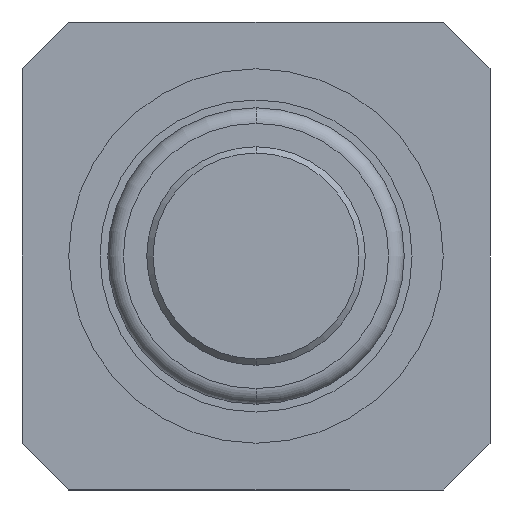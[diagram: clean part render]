
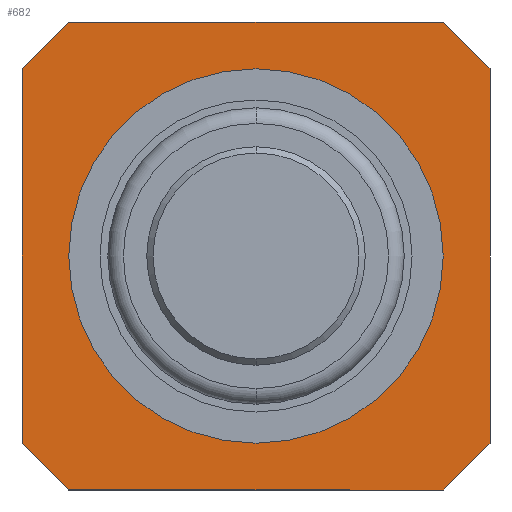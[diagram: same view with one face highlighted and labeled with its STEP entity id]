
A CAD part, front view. The second image highlights one B-rep face of the part: STEP entity #682.
In plain terms, the highlighted planar face has unit normal (0, -1, 0).
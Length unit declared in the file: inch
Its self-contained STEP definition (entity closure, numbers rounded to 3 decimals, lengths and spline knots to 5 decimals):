
#22 = EDGE_CURVE ( 'NONE', #48, #52, #760, .T. ) ;
#23 = EDGE_LOOP ( 'NONE', ( #24, #26 ) ) ;
#24 = ORIENTED_EDGE ( 'NONE', *, *, #25, .F. ) ;
#25 = EDGE_CURVE ( 'NONE', #555, #558, #756, .T. ) ;
#26 = ORIENTED_EDGE ( 'NONE', *, *, #559, .F. ) ;
#35 = EDGE_CURVE ( 'NONE', #36, #51, #796, .T. ) ;
#36 = VERTEX_POINT ( 'NONE', #792 ) ;
#37 = ORIENTED_EDGE ( 'NONE', *, *, #38, .T. ) ;
#38 = EDGE_CURVE ( 'NONE', #36, #39, #791, .T. ) ;
#39 = VERTEX_POINT ( 'NONE', #787 ) ;
#40 = ORIENTED_EDGE ( 'NONE', *, *, #41, .F. ) ;
#41 = EDGE_CURVE ( 'NONE', #42, #39, #786, .T. ) ;
#42 = VERTEX_POINT ( 'NONE', #782 ) ;
#43 = ORIENTED_EDGE ( 'NONE', *, *, #44, .T. ) ;
#44 = EDGE_CURVE ( 'NONE', #42, #45, #781, .T. ) ;
#45 = VERTEX_POINT ( 'NONE', #777 ) ;
#46 = ORIENTED_EDGE ( 'NONE', *, *, #47, .F. ) ;
#47 = EDGE_CURVE ( 'NONE', #48, #45, #776, .T. ) ;
#48 = VERTEX_POINT ( 'NONE', #772 ) ;
#49 = ORIENTED_EDGE ( 'NONE', *, *, #22, .T. ) ;
#50 = EDGE_CURVE ( 'NONE', #55, #51, #835, .T. ) ;
#51 = VERTEX_POINT ( 'NONE', #831 ) ;
#52 = VERTEX_POINT ( 'NONE', #830 ) ;
#53 = ORIENTED_EDGE ( 'NONE', *, *, #50, .T. ) ;
#54 = EDGE_CURVE ( 'NONE', #55, #52, #829, .T. ) ;
#55 = VERTEX_POINT ( 'NONE', #825 ) ;
#555 = VERTEX_POINT ( 'NONE', #1654 ) ;
#558 = VERTEX_POINT ( 'NONE', #1649 ) ;
#559 = EDGE_CURVE ( 'NONE', #558, #555, #1648, .T. ) ;
#663 = ORIENTED_EDGE ( 'NONE', *, *, #35, .F. ) ;
#682 = ADVANCED_FACE ( 'NONE', ( #1879, #1878 ), #1877, .F. ) ;
#688 = ORIENTED_EDGE ( 'NONE', *, *, #54, .F. ) ;
#691 = EDGE_LOOP ( 'NONE', ( #688, #53, #663, #37, #40, #43, #46, #49 ) ) ;
#752 = DIRECTION ( 'NONE',  ( 0., 0., 1. ) ) ;
#753 = DIRECTION ( 'NONE',  ( 0., -1., 0. ) ) ;
#754 = CARTESIAN_POINT ( 'NONE',  ( 0., 12.5, 0. ) ) ;
#755 = AXIS2_PLACEMENT_3D ( 'NONE', #754, #753, #752 ) ;
#756 = CIRCLE ( 'NONE', #755, 1.5 ) ;
#757 = DIRECTION ( 'NONE',  ( -0.707, 0., 0.707 ) ) ;
#758 = VECTOR ( 'NONE', #757, 39.37008 ) ;
#759 = CARTESIAN_POINT ( 'NONE',  ( 1.875, 12.5, 1.5 ) ) ;
#760 = LINE ( 'NONE', #759, #758 ) ;
#772 = CARTESIAN_POINT ( 'NONE',  ( 1.875, 12.5, 1.5 ) ) ;
#773 = DIRECTION ( 'NONE',  ( 0., 0., -1. ) ) ;
#774 = VECTOR ( 'NONE', #773, 39.37008 ) ;
#775 = CARTESIAN_POINT ( 'NONE',  ( 1.875, 12.5, -1.875 ) ) ;
#776 = LINE ( 'NONE', #775, #774 ) ;
#777 = CARTESIAN_POINT ( 'NONE',  ( 1.875, 12.5, -1.5 ) ) ;
#778 = DIRECTION ( 'NONE',  ( 0.707, 0., 0.707 ) ) ;
#779 = VECTOR ( 'NONE', #778, 39.37008 ) ;
#780 = CARTESIAN_POINT ( 'NONE',  ( 1.5, 12.5, -1.875 ) ) ;
#781 = LINE ( 'NONE', #780, #779 ) ;
#782 = CARTESIAN_POINT ( 'NONE',  ( 1.5, 12.5, -1.875 ) ) ;
#783 = DIRECTION ( 'NONE',  ( -1., 0., 0. ) ) ;
#784 = VECTOR ( 'NONE', #783, 39.37008 ) ;
#785 = CARTESIAN_POINT ( 'NONE',  ( -1.875, 12.5, -1.875 ) ) ;
#786 = LINE ( 'NONE', #785, #784 ) ;
#787 = CARTESIAN_POINT ( 'NONE',  ( -1.5, 12.5, -1.875 ) ) ;
#788 = DIRECTION ( 'NONE',  ( 0.707, 0., -0.707 ) ) ;
#789 = VECTOR ( 'NONE', #788, 39.37008 ) ;
#790 = CARTESIAN_POINT ( 'NONE',  ( -1.875, 12.5, -1.5 ) ) ;
#791 = LINE ( 'NONE', #790, #789 ) ;
#792 = CARTESIAN_POINT ( 'NONE',  ( -1.875, 12.5, -1.5 ) ) ;
#793 = DIRECTION ( 'NONE',  ( 0., 0., 1. ) ) ;
#794 = VECTOR ( 'NONE', #793, 39.37008 ) ;
#795 = CARTESIAN_POINT ( 'NONE',  ( -1.875, 12.5, -1.875 ) ) ;
#796 = LINE ( 'NONE', #795, #794 ) ;
#825 = CARTESIAN_POINT ( 'NONE',  ( -1.5, 12.5, 1.875 ) ) ;
#826 = DIRECTION ( 'NONE',  ( 1., 0., 0. ) ) ;
#827 = VECTOR ( 'NONE', #826, 39.37008 ) ;
#828 = CARTESIAN_POINT ( 'NONE',  ( -1.875, 12.5, 1.875 ) ) ;
#829 = LINE ( 'NONE', #828, #827 ) ;
#830 = CARTESIAN_POINT ( 'NONE',  ( 1.5, 12.5, 1.875 ) ) ;
#831 = CARTESIAN_POINT ( 'NONE',  ( -1.875, 12.5, 1.5 ) ) ;
#832 = DIRECTION ( 'NONE',  ( -0.707, 0., -0.707 ) ) ;
#833 = VECTOR ( 'NONE', #832, 39.37008 ) ;
#834 = CARTESIAN_POINT ( 'NONE',  ( -1.5, 12.5, 1.875 ) ) ;
#835 = LINE ( 'NONE', #834, #833 ) ;
#1644 = DIRECTION ( 'NONE',  ( 0., 0., 1. ) ) ;
#1645 = DIRECTION ( 'NONE',  ( 0., -1., 0. ) ) ;
#1646 = CARTESIAN_POINT ( 'NONE',  ( 0., 12.5, 0. ) ) ;
#1647 = AXIS2_PLACEMENT_3D ( 'NONE', #1646, #1645, #1644 ) ;
#1648 = CIRCLE ( 'NONE', #1647, 1.5 ) ;
#1649 = CARTESIAN_POINT ( 'NONE',  ( 0., 12.5, -1.5 ) ) ;
#1654 = CARTESIAN_POINT ( 'NONE',  ( 0., 12.5, 1.5 ) ) ;
#1873 = DIRECTION ( 'NONE',  ( 0., 0., 1. ) ) ;
#1874 = DIRECTION ( 'NONE',  ( 0., 1., 0. ) ) ;
#1875 = CARTESIAN_POINT ( 'NONE',  ( -1.875, 12.5, 1.875 ) ) ;
#1876 = AXIS2_PLACEMENT_3D ( 'NONE', #1875, #1874, #1873 ) ;
#1877 = PLANE ( 'NONE',  #1876 ) ;
#1878 = FACE_BOUND ( 'NONE', #23, .T. ) ;
#1879 = FACE_OUTER_BOUND ( 'NONE', #691, .T. ) ;
